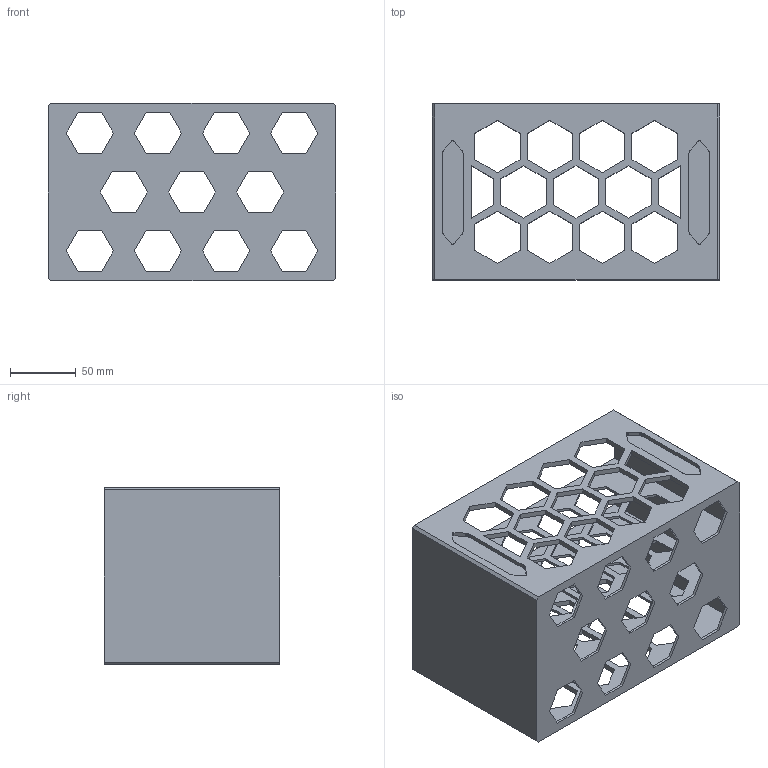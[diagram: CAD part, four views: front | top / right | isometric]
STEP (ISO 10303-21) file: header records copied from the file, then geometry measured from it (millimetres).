
FILE_DESCRIPTION (( 'STEP AP214' ), '1' );
FILE_NAME ('Drawer Big Honeycom No Side.STEP', '2023-10-19T21:03:17', ( '' ), ( '' ), 'SwSTEP 2.0', 'SolidWorks 2023', '' );
FILE_SCHEMA (( 'AUTOMOTIVE_DESIGN' ));
Length unit declared in the file: millimetre
Products named in the file (1): Drawer Big Honeycom No Side
Bounding box: 219.4 x 134.2 x 135.57 mm (x, y, z)
Volume: 272346.5 mm3; surface area: 256035.3 mm2
Topology: 1 solids, 1 shells, 572 faces, 1686 edges, 1124 vertices
Faces by surface type: plane 572
Entity records: 18925 total; most frequent: CARTESIAN_POINT 3383, ORIENTED_EDGE 3372, DIRECTION 2832, LINE 1686, EDGE_CURVE 1686, VECTOR 1686, VERTEX_POINT 1124, EDGE_LOOP 706
